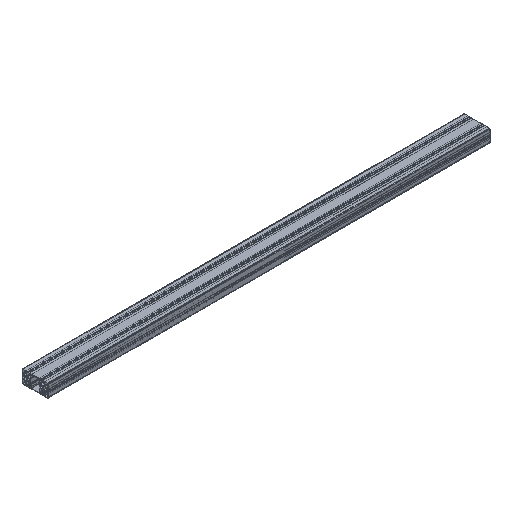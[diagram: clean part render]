
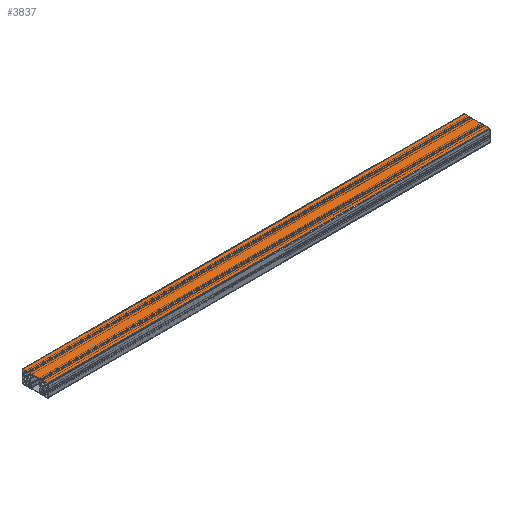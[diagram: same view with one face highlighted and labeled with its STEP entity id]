
A CAD part, isometric view. The second image highlights one B-rep face of the part: STEP entity #3837.
In plain terms, the highlighted planar face has unit normal (0, 0, 1).
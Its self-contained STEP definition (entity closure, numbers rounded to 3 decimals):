
#156=PLANE('',#4165);
#343=FACE_OUTER_BOUND('',#531,.T.);
#531=EDGE_LOOP('',(#3200,#3201,#3202,#3203));
#973=LINE('',#6349,#1391);
#974=LINE('',#6352,#1392);
#975=LINE('',#6354,#1393);
#976=LINE('',#6355,#1394);
#1391=VECTOR('',#5227,1.);
#1392=VECTOR('',#5230,1.);
#1393=VECTOR('',#5231,1.);
#1394=VECTOR('',#5232,1.);
#1904=VERTEX_POINT('',#6345);
#1905=VERTEX_POINT('',#6347);
#1906=VERTEX_POINT('',#6351);
#1907=VERTEX_POINT('',#6353);
#2459=EDGE_CURVE('',#1904,#1905,#973,.T.);
#2460=EDGE_CURVE('',#1906,#1904,#974,.T.);
#2461=EDGE_CURVE('',#1907,#1905,#975,.T.);
#2462=EDGE_CURVE('',#1906,#1907,#976,.T.);
#3200=ORIENTED_EDGE('',*,*,#2460,.T.);
#3201=ORIENTED_EDGE('',*,*,#2459,.T.);
#3202=ORIENTED_EDGE('',*,*,#2461,.F.);
#3203=ORIENTED_EDGE('',*,*,#2462,.F.);
#3837=ADVANCED_FACE('',(#343),#156,.T.);
#4165=AXIS2_PLACEMENT_3D('',#6350,#5228,#5229);
#5227=DIRECTION('',(1.,0.,0.));
#5228=DIRECTION('center_axis',(0.,0.,1.));
#5229=DIRECTION('ref_axis',(0.,-1.,0.));
#5230=DIRECTION('',(0.,-1.,0.));
#5231=DIRECTION('',(0.,-1.,0.));
#5232=DIRECTION('',(1.,0.,0.));
#6345=CARTESIAN_POINT('',(0.,2.5,45.));
#6347=CARTESIAN_POINT('',(1524.,2.5,45.));
#6349=CARTESIAN_POINT('',(0.,2.5,45.));
#6350=CARTESIAN_POINT('Origin',(0.,87.5,45.));
#6351=CARTESIAN_POINT('',(0.,87.5,45.));
#6352=CARTESIAN_POINT('',(0.,87.5,45.));
#6353=CARTESIAN_POINT('',(1524.,87.5,45.));
#6354=CARTESIAN_POINT('',(1524.,87.5,45.));
#6355=CARTESIAN_POINT('',(0.,87.5,45.));
